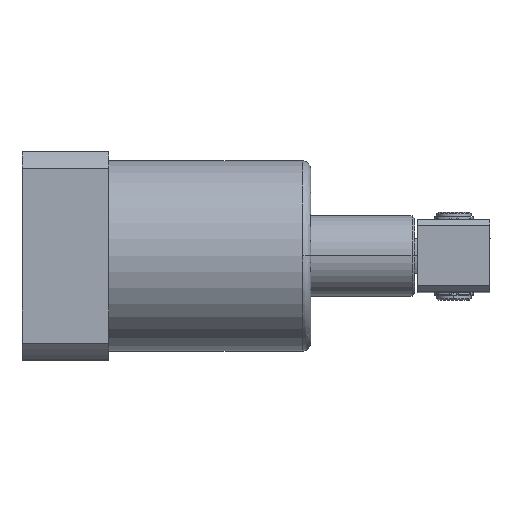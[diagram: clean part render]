
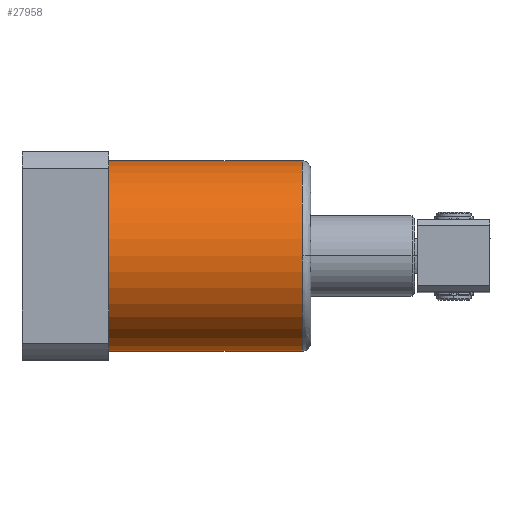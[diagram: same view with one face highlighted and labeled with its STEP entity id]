
A CAD part, top view. The second image highlights one B-rep face of the part: STEP entity #27958.
In plain terms, the highlighted cylindrical face has radius 33 mm (diameter 66 mm), a partial arc.
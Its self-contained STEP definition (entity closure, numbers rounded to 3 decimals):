
#994 = EDGE_CURVE ( 'NONE', #25811, #23724, #21053, .T. ) ;
#1372 = ORIENTED_EDGE ( 'NONE', *, *, #26757, .F. ) ;
#2051 = DIRECTION ( 'NONE',  ( 0., 0., -1. ) ) ;
#2599 = CARTESIAN_POINT ( 'NONE',  ( 97., 0., 33. ) ) ;
#2681 = CARTESIAN_POINT ( 'NONE',  ( 30., -33., 0. ) ) ;
#3013 = CARTESIAN_POINT ( 'NONE',  ( 30., 0., 0. ) ) ;
#3484 = ORIENTED_EDGE ( 'NONE', *, *, #994, .T. ) ;
#3876 = DIRECTION ( 'NONE',  ( 1., 0., 0. ) ) ;
#4418 = CARTESIAN_POINT ( 'NONE',  ( 30., -33., 0. ) ) ;
#4766 = CARTESIAN_POINT ( 'NONE',  ( 97., -33., 0. ) ) ;
#7824 = CARTESIAN_POINT ( 'NONE',  ( 30., 33., 0. ) ) ;
#7837 = AXIS2_PLACEMENT_3D ( 'NONE', #22991, #16481, #16666 ) ;
#8568 = EDGE_CURVE ( 'NONE', #13463, #14412, #25651, .T. ) ;
#10364 = DIRECTION ( 'NONE',  ( 1., 0., 0. ) ) ;
#11771 = ORIENTED_EDGE ( 'NONE', *, *, #14861, .F. ) ;
#12340 = CARTESIAN_POINT ( 'NONE',  ( 97., 33., 0. ) ) ;
#12559 = FACE_OUTER_BOUND ( 'NONE', #28014, .T. ) ;
#13463 = VERTEX_POINT ( 'NONE', #14732 ) ;
#14412 = VERTEX_POINT ( 'NONE', #12340 ) ;
#14728 = ORIENTED_EDGE ( 'NONE', *, *, #19216, .F. ) ;
#14732 = CARTESIAN_POINT ( 'NONE',  ( 30., 33., 0. ) ) ;
#14811 = CIRCLE ( 'NONE', #17580, 33. ) ;
#14861 = EDGE_CURVE ( 'NONE', #25811, #13463, #14811, .T. ) ;
#15313 = VECTOR ( 'NONE', #19918, 1000. ) ;
#15958 = CIRCLE ( 'NONE', #17203, 33. ) ;
#16481 = DIRECTION ( 'NONE',  ( 1., 0., 0. ) ) ;
#16666 = DIRECTION ( 'NONE',  ( 0., 1., 0. ) ) ;
#16777 = DIRECTION ( 'NONE',  ( 1., 0., 0. ) ) ;
#16803 = AXIS2_PLACEMENT_3D ( 'NONE', #27852, #10364, #21229 ) ;
#16832 = VECTOR ( 'NONE', #16777, 1000. ) ;
#17203 = AXIS2_PLACEMENT_3D ( 'NONE', #25721, #3876, #2051 ) ;
#17580 = AXIS2_PLACEMENT_3D ( 'NONE', #3013, #26580, #18053 ) ;
#17696 = VERTEX_POINT ( 'NONE', #2599 ) ;
#18053 = DIRECTION ( 'NONE',  ( 0., 1., 0. ) ) ;
#18057 = CIRCLE ( 'NONE', #16803, 33. ) ;
#19216 = EDGE_CURVE ( 'NONE', #17696, #23724, #18057, .T. ) ;
#19918 = DIRECTION ( 'NONE',  ( 1., 0., 0. ) ) ;
#21053 = LINE ( 'NONE', #2681, #15313 ) ;
#21229 = DIRECTION ( 'NONE',  ( 0., 0., -1. ) ) ;
#22991 = CARTESIAN_POINT ( 'NONE',  ( 30., 0., 0. ) ) ;
#23724 = VERTEX_POINT ( 'NONE', #4766 ) ;
#24380 = CYLINDRICAL_SURFACE ( 'NONE', #7837, 33. ) ;
#25651 = LINE ( 'NONE', #7824, #16832 ) ;
#25721 = CARTESIAN_POINT ( 'NONE',  ( 97., 0., 0. ) ) ;
#25811 = VERTEX_POINT ( 'NONE', #4418 ) ;
#26191 = ORIENTED_EDGE ( 'NONE', *, *, #8568, .F. ) ;
#26580 = DIRECTION ( 'NONE',  ( -1., 0., 0. ) ) ;
#26757 = EDGE_CURVE ( 'NONE', #14412, #17696, #15958, .T. ) ;
#27852 = CARTESIAN_POINT ( 'NONE',  ( 97., 0., 0. ) ) ;
#27958 = ADVANCED_FACE ( 'NONE', ( #12559 ), #24380, .T. ) ;
#28014 = EDGE_LOOP ( 'NONE', ( #11771, #3484, #14728, #1372, #26191 ) ) ;
